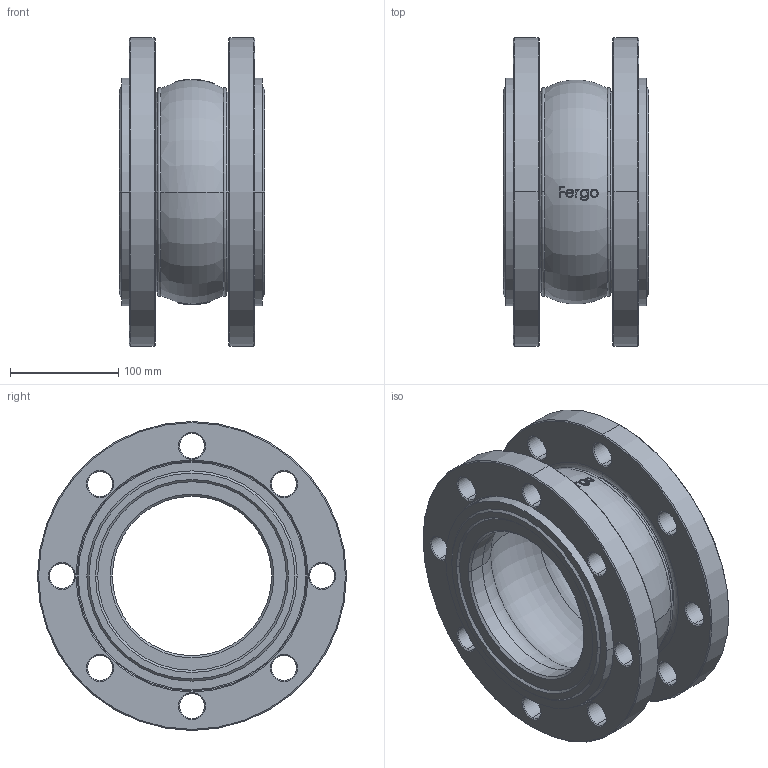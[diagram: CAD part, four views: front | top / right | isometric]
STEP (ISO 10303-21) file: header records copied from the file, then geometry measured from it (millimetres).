
FILE_DESCRIPTION (( 'STEP AP214' ), '1' );
FILE_NAME ('OG130-Gummi-Kompensator-DN150-PN-10-16-Fergo.STEP', '2022-09-08T14:21:16', ( '' ), ( '' ), 'SwSTEP 2.0', 'SolidWorks 2022', '' );
FILE_SCHEMA (( 'AUTOMOTIVE_DESIGN' ));
Length unit declared in the file: millimetre
Products named in the file (1): OG130-Gummi-Kompensator-DN150-PN-10-16-Fergo
Bounding box: 134 x 285 x 285 mm (x, y, z)
Volume: 2719977 mm3; surface area: 496262.1 mm2
Topology: 3 solids, 5 shells, 404 faces, 972 edges, 608 vertices
Faces by surface type: bspline 168, cone 96, torus 62, cylinder 60, plane 18
Entity records: 42489 total; most frequent: CARTESIAN_POINT 31775, ORIENTED_EDGE 1944, DIRECTION 1254, EDGE_CURVE 972, VERTEX_POINT 608, AXIS2_PLACEMENT_3D 549, B_SPLINE_CURVE_WITH_KNOTS 504, EDGE_LOOP 476
